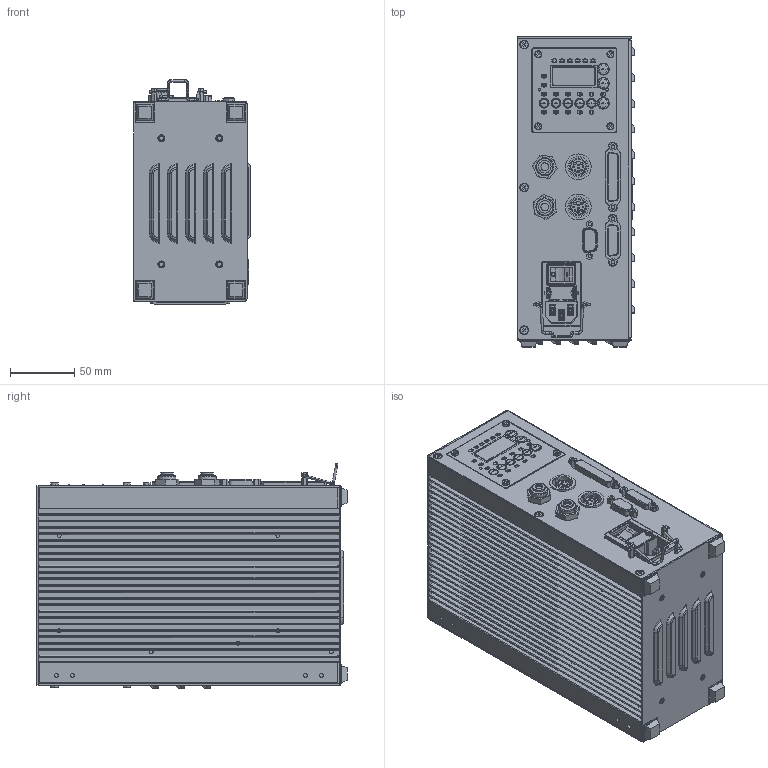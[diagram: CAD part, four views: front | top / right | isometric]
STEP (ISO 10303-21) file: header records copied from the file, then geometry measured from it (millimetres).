
FILE_DESCRIPTION (( 'STEP AP214' ), '1' );
FILE_NAME ('E3000i_controller_20250327.STEP', '2025-03-27T07:35:58', ( '' ), ( '' ), 'SwSTEP 2.0', 'SolidWorks 2021', '' );
FILE_SCHEMA (( 'AUTOMOTIVE_DESIGN' ));
Length unit declared in the file: millimetre
Products named in the file (43): アッパーケース(組付前); D2A100317_隔壁エルボ; UA1420-0165_導電テープ; 寠晅暖腗2L10 20001809; UA1420-0102_フロントケース組付; UA1420-0105_アッパーケース; UA1420-0137_制御基板; UA1420-0107_操作パネル; K3D-DEU-9PF-F0-V9_JAE Proprietary; D47600206_婯奿僐僱僋僞(D-sub丄USB丄DIN摍); KQ2R04-06A; UA1420-0112_パネルシート_A; UA1420-0100_フロントケース; 操作パネル(組付前)_A; JR-101-1FRS(__)-22; UA1420-0166_ブラインドナット; UA1420-0152_ヒートシンク組付; UA1420-0151_操作パネル組付; UA1420-0218_ボトムケース ; D22100495_六角穴付ボルト; UA1420-0217_アッパーケース; UA1420-0150_ケース組付; UA1420-0219_操作パネル; D2A100317_隔壁エルボ_nut; ボトムケース(組付前); D47600205_婯奿僐僱僋僞(D-sub丄USB丄DIN摍); UA1420-0104_リアケース; UA1420-0111_ケースカバー; E3000i_controller_20250327; skt-hp-asm; UA0557-0600_ゴム足; skt-p-6334; D22100120_十字穴付皿小ねじ; skt-p-6332; ﾌｯｸ 20001810; UA1420-0159_導電テープ; UA1420-0220_ヒートシンク; D2A100317_隔壁エルボ_body1; skt-p-6333; UA1420-0106_ボトムケース ...
Assembly tree (84 placements, depth 5):
  E3000i_controller_20250327
    UA1420-0150_ケース組付
      UA1420-0102_フロントケース組付
        UA1420-0100_フロントケース
        UA1420-0166_ブラインドナット  x4
        UA1420-0165_導電テープ
        UA1420-0159_導電テープ  x2
        UA1420-0158_導電テープ
      UA1420-0137_制御基板
        D47600205_婯奿僐僱僋僞(D-sub丄USB丄DIN摍)
        D47600206_婯奿僐僱僋僞(D-sub丄USB丄DIN摍)
      K3D-DEU-9PF-F0-V9_JAE Proprietary
      D2A100317_隔壁エルボ  x3
        D2A100317_隔壁エルボ_body1
        D2A100317_隔壁エルボ_nut
      寠晅暖腗2L10 20001809  x2
      ﾌｯｸ 20001810
      座金組込十字穴付ﾅﾍﾞ小ﾈｼﾞM2L8 RC12112008  x2
      KQ2R04-06A  x2
    UA1420-0152_ヒートシンク組付
      UA1420-0220_ヒートシンク
    UA1420-0151_操作パネル組付
      UA1420-0107_操作パネル
        UA1420-0219_操作パネル
          操作パネル(組付前)_A
      UA1420-0112_パネルシート_A
    UA1420-0106_ボトムケース
      UA1420-0218_ボトムケース 
        ボトムケース(組付前)
        UA1420-0166_ブラインドナット  x4
    UA1420-0105_アッパーケース
      UA1420-0217_アッパーケース
        アッパーケース(組付前)
        UA1420-0166_ブラインドナット  x2
    UA1420-0104_リアケース
    UA1420-0111_ケースカバー
    D22100495_六角穴付ボルト  x8
    D22100120_十字穴付皿小ねじ  x16
    skt-hp-asm  x2
      skt-p-6333
      skt-p-6332
      skt-p-6334
    UA0557-0600_ゴム足  x4
    JR-101-1FRS(__)-22
    SFS_2.6S_B1WM_固定具  x2
Bounding box: 90.5 x 241.11 x 174.49 mm (x, y, z)
Volume: 371381 mm3; surface area: 427344.3 mm2
Topology: 109 solids, 121 shells, 4060 faces, 10289 edges, 6662 vertices
Faces by surface type: plane 2234, cylinder 1259, cone 330, torus 126, bspline 96, sphere 15
Entity records: 100994 total; most frequent: CARTESIAN_POINT 21610, DIRECTION 15479, ORIENTED_EDGE 15442, EDGE_CURVE 7721, AXIS2_PLACEMENT_3D 5305, VERTEX_POINT 5047, LINE 4869, VECTOR 4869
